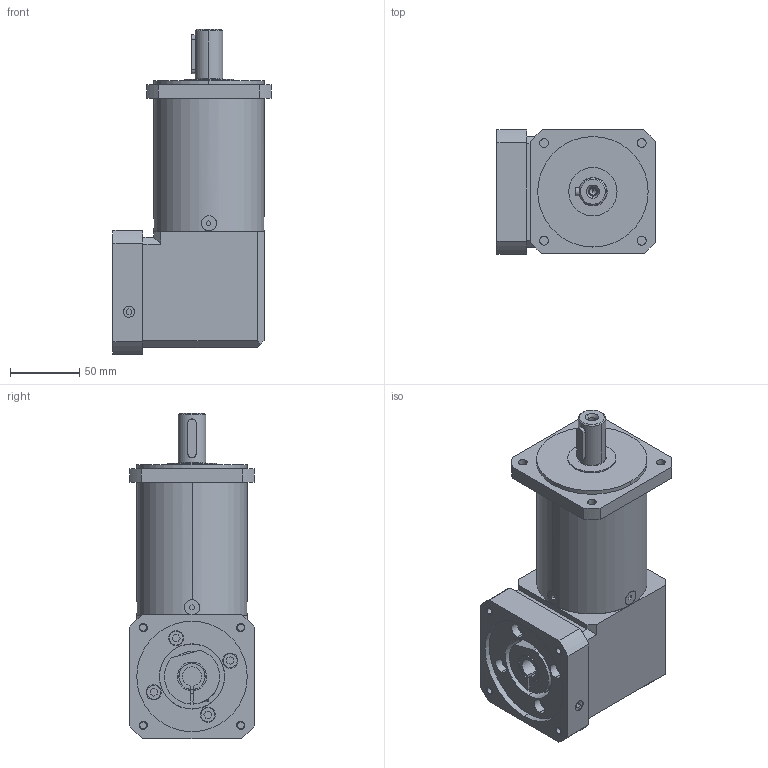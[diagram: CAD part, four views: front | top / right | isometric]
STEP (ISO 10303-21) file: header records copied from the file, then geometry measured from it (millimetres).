
FILE_DESCRIPTION((''),'2;1');
FILE_NAME('MB_WPLE_MASTER','2022-08-15T',('agw'),(''),'CREO PARAMETRIC BY PTC INC, 2018360','CREO PARAMETRIC BY PTC INC, 2018360','');
FILE_SCHEMA(('AUTOMOTIVE_DESIGN { 1 0 10303 214 1 1 1 1 }'));
Length unit declared in the file: millimetre
Products named in the file (1): MB_WPLE_MASTER
Bounding box: 114.5 x 90 x 235.5 mm (x, y, z)
Volume: 1302479.6 mm3; surface area: 106243.3 mm2
Topology: 1 solids, 6 shells, 278 faces, 662 edges, 435 vertices
Faces by surface type: plane 162, cylinder 102, torus 8, cone 6
Entity records: 9532 total; most frequent: CARTESIAN_POINT 1565, DIRECTION 1430, ORIENTED_EDGE 1300, EDGE_CURVE 660, AXIS2_PLACEMENT_3D 502, VERTEX_POINT 435, VECTOR 426, LINE 426
